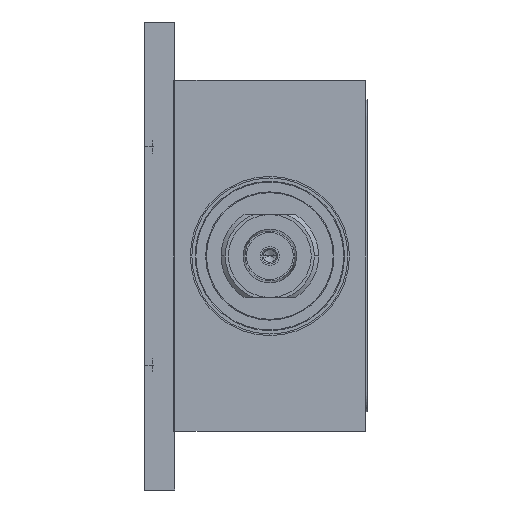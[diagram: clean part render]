
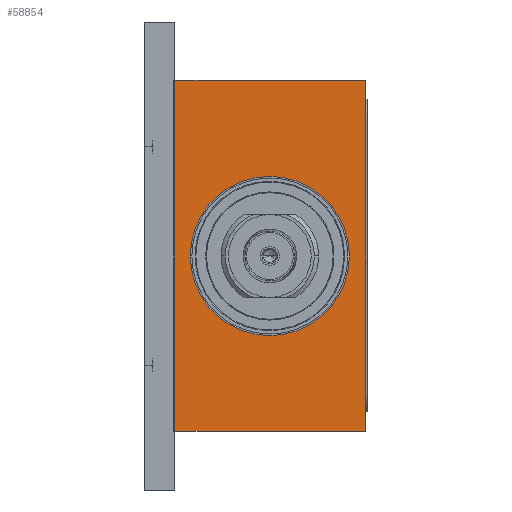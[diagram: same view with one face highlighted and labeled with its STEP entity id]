
A CAD part, left-side view. The second image highlights one B-rep face of the part: STEP entity #58854.
In plain terms, the highlighted face is planar.
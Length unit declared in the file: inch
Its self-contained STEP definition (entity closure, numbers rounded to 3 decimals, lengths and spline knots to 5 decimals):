
#925 = EDGE_CURVE ( 'NONE', #63793, #26598, #90368, .T. ) ;
#1026 = CARTESIAN_POINT ( 'NONE',  ( 5.02728, -1.72817, 0.615 ) ) ;
#1370 = DIRECTION ( 'NONE',  ( 0., 0., -1. ) ) ;
#2796 = EDGE_CURVE ( 'NONE', #52051, #26598, #59945, .T. ) ;
#4735 = CARTESIAN_POINT ( 'NONE',  ( 5.02728, -2.85317, 0. ) ) ;
#12057 = CARTESIAN_POINT ( 'NONE',  ( 5.02728, -0.60317, 1.23 ) ) ;
#17399 = CIRCLE ( 'NONE', #25127, 0.51 ) ;
#19583 = EDGE_CURVE ( 'NONE', #38839, #63793, #40332, .T. ) ;
#22022 = DIRECTION ( 'NONE',  ( 0., 0., -1. ) ) ;
#25127 = AXIS2_PLACEMENT_3D ( 'NONE', #85168, #56343, #32374 ) ;
#26598 = VERTEX_POINT ( 'NONE', #84638 ) ;
#28129 = ORIENTED_EDGE ( 'NONE', *, *, #77539, .F. ) ;
#30286 = ORIENTED_EDGE ( 'NONE', *, *, #38252, .T. ) ;
#31255 = ORIENTED_EDGE ( 'NONE', *, *, #925, .F. ) ;
#32374 = DIRECTION ( 'NONE',  ( 0., 0., -1. ) ) ;
#32491 = DIRECTION ( 'NONE',  ( 0., 1., 0. ) ) ;
#34999 = FACE_BOUND ( 'NONE', #36124, .T. ) ;
#36124 = EDGE_LOOP ( 'NONE', ( #28129, #56612 ) ) ;
#38065 = CARTESIAN_POINT ( 'NONE',  ( 5.02728, -0.60317, 1.23 ) ) ;
#38199 = DIRECTION ( 'NONE',  ( 0., 0., -1. ) ) ;
#38252 = EDGE_CURVE ( 'NONE', #38839, #52051, #80180, .T. ) ;
#38839 = VERTEX_POINT ( 'NONE', #95473 ) ;
#40332 = LINE ( 'NONE', #63760, #86711 ) ;
#41895 = CIRCLE ( 'NONE', #45010, 0.51 ) ;
#42888 = VECTOR ( 'NONE', #22022, 39.37008 ) ;
#45010 = AXIS2_PLACEMENT_3D ( 'NONE', #1026, #68027, #38199 ) ;
#45076 = ORIENTED_EDGE ( 'NONE', *, *, #2796, .T. ) ;
#45741 = DIRECTION ( 'NONE',  ( 0., 1., 0. ) ) ;
#48195 = DIRECTION ( 'NONE',  ( 0., 0., 1. ) ) ;
#50083 = ORIENTED_EDGE ( 'NONE', *, *, #19583, .F. ) ;
#52051 = VERTEX_POINT ( 'NONE', #4735 ) ;
#53500 = AXIS2_PLACEMENT_3D ( 'NONE', #12057, #78052, #48195 ) ;
#54898 = EDGE_LOOP ( 'NONE', ( #45076, #31255, #50083, #30286 ) ) ;
#56343 = DIRECTION ( 'NONE',  ( 1., 0., 0. ) ) ;
#56612 = ORIENTED_EDGE ( 'NONE', *, *, #88302, .F. ) ;
#57511 = VERTEX_POINT ( 'NONE', #90156 ) ;
#58854 = ADVANCED_FACE ( 'NONE', ( #34999, #86337 ), #79024, .F. ) ;
#59945 = LINE ( 'NONE', #89754, #79686 ) ;
#63760 = CARTESIAN_POINT ( 'NONE',  ( 5.02728, -0.60317, 1.23 ) ) ;
#63793 = VERTEX_POINT ( 'NONE', #85940 ) ;
#68027 = DIRECTION ( 'NONE',  ( 1., 0., 0. ) ) ;
#70198 = VERTEX_POINT ( 'NONE', #74672 ) ;
#74672 = CARTESIAN_POINT ( 'NONE',  ( 5.02728, -1.72817, 0.105 ) ) ;
#77539 = EDGE_CURVE ( 'NONE', #70198, #57511, #17399, .T. ) ;
#78052 = DIRECTION ( 'NONE',  ( -1., 0., 0. ) ) ;
#79024 = PLANE ( 'NONE',  #53500 ) ;
#79686 = VECTOR ( 'NONE', #45741, 39.37008 ) ;
#80180 = LINE ( 'NONE', #88972, #42888 ) ;
#84638 = CARTESIAN_POINT ( 'NONE',  ( 5.02728, -0.60317, 0. ) ) ;
#85168 = CARTESIAN_POINT ( 'NONE',  ( 5.02728, -1.72817, 0.615 ) ) ;
#85940 = CARTESIAN_POINT ( 'NONE',  ( 5.02728, -0.60317, 1.23 ) ) ;
#86337 = FACE_OUTER_BOUND ( 'NONE', #54898, .T. ) ;
#86711 = VECTOR ( 'NONE', #32491, 39.37008 ) ;
#88302 = EDGE_CURVE ( 'NONE', #57511, #70198, #41895, .T. ) ;
#88972 = CARTESIAN_POINT ( 'NONE',  ( 5.02728, -2.85317, 1.23 ) ) ;
#89754 = CARTESIAN_POINT ( 'NONE',  ( 5.02728, -0.60317, 0. ) ) ;
#90156 = CARTESIAN_POINT ( 'NONE',  ( 5.02728, -1.72817, 1.125 ) ) ;
#90368 = LINE ( 'NONE', #38065, #96173 ) ;
#95473 = CARTESIAN_POINT ( 'NONE',  ( 5.02728, -2.85317, 1.23 ) ) ;
#96173 = VECTOR ( 'NONE', #1370, 39.37008 ) ;
